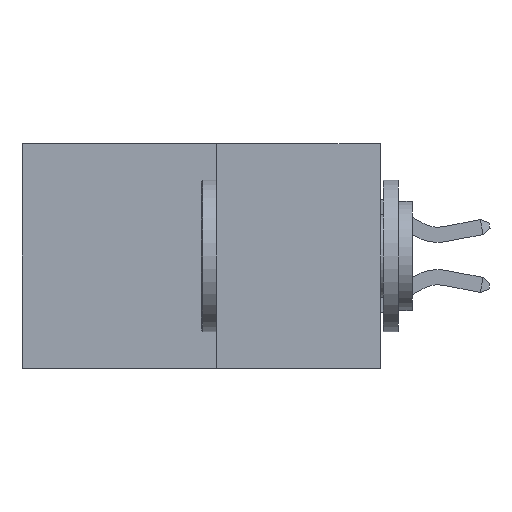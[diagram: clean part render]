
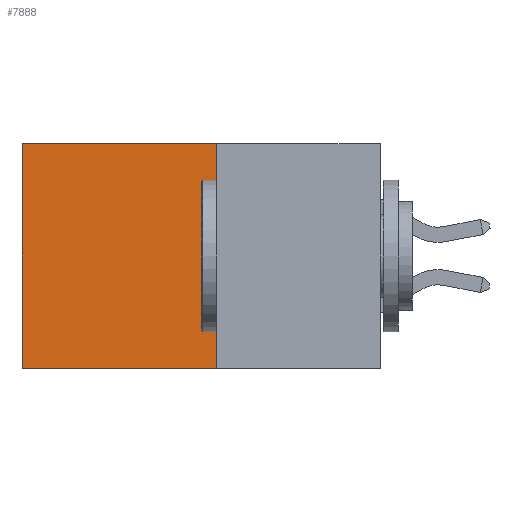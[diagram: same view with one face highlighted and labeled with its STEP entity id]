
A CAD part, left-side view. The second image highlights one B-rep face of the part: STEP entity #7888.
In plain terms, the highlighted planar face has unit normal (-1, 0, 0).
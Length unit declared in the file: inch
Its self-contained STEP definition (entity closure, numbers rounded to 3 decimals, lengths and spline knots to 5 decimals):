
#484 = VERTEX_POINT ( 'NONE', #7172 ) ;
#820 = VECTOR ( 'NONE', #3329, 39.37008 ) ;
#1528 = CARTESIAN_POINT ( 'NONE',  ( 0.277, 0.27, -0.37 ) ) ;
#2061 = ORIENTED_EDGE ( 'NONE', *, *, #6564, .F. ) ;
#2570 = FACE_OUTER_BOUND ( 'NONE', #2615, .T. ) ;
#2615 = EDGE_LOOP ( 'NONE', ( #10876, #6526, #2061, #6810 ) ) ;
#2807 = EDGE_CURVE ( 'NONE', #6706, #8127, #8154, .T. ) ;
#3041 = DIRECTION ( 'NONE',  ( 0., 0., -1. ) ) ;
#3119 = VECTOR ( 'NONE', #4821, 39.37008 ) ;
#3263 = PLANE ( 'NONE',  #8915 ) ;
#3329 = DIRECTION ( 'NONE',  ( 0., 0., -1. ) ) ;
#3438 = CARTESIAN_POINT ( 'NONE',  ( 0.277, 0.27, -0.37 ) ) ;
#3605 = CARTESIAN_POINT ( 'NONE',  ( 0.277, 0.59, -0.37 ) ) ;
#3610 = CARTESIAN_POINT ( 'NONE',  ( 0.277, 0.59, -0.37 ) ) ;
#4281 = CARTESIAN_POINT ( 'NONE',  ( 0.277, 0.27, 0. ) ) ;
#4821 = DIRECTION ( 'NONE',  ( 0., 1., 0. ) ) ;
#5026 = DIRECTION ( 'NONE',  ( 1., 0., 0. ) ) ;
#5514 = LINE ( 'NONE', #3438, #820 ) ;
#5947 = EDGE_CURVE ( 'NONE', #8927, #8127, #9551, .T. ) ;
#6526 = ORIENTED_EDGE ( 'NONE', *, *, #2807, .F. ) ;
#6564 = EDGE_CURVE ( 'NONE', #484, #6706, #5514, .T. ) ;
#6706 = VERTEX_POINT ( 'NONE', #1528 ) ;
#6810 = ORIENTED_EDGE ( 'NONE', *, *, #9313, .T. ) ;
#7172 = CARTESIAN_POINT ( 'NONE',  ( 0.277, 0.27, 0. ) ) ;
#7227 = VECTOR ( 'NONE', #3041, 39.37008 ) ;
#7357 = CARTESIAN_POINT ( 'NONE',  ( 0.277, 0.59, 0. ) ) ;
#7853 = DIRECTION ( 'NONE',  ( 0., 1., 0. ) ) ;
#7888 = ADVANCED_FACE ( 'NONE', ( #2570 ), #3263, .F. ) ;
#8127 = VERTEX_POINT ( 'NONE', #3605 ) ;
#8154 = LINE ( 'NONE', #11198, #3119 ) ;
#8614 = CARTESIAN_POINT ( 'NONE',  ( 0.277, 0.27, -0.37 ) ) ;
#8915 = AXIS2_PLACEMENT_3D ( 'NONE', #8614, #5026, #11178 ) ;
#8927 = VERTEX_POINT ( 'NONE', #7357 ) ;
#9313 = EDGE_CURVE ( 'NONE', #484, #8927, #11337, .T. ) ;
#9551 = LINE ( 'NONE', #3610, #7227 ) ;
#10876 = ORIENTED_EDGE ( 'NONE', *, *, #5947, .T. ) ;
#11081 = VECTOR ( 'NONE', #7853, 39.37008 ) ;
#11178 = DIRECTION ( 'NONE',  ( 0., 0., -1. ) ) ;
#11198 = CARTESIAN_POINT ( 'NONE',  ( 0.277, 0.27, -0.37 ) ) ;
#11337 = LINE ( 'NONE', #4281, #11081 ) ;
